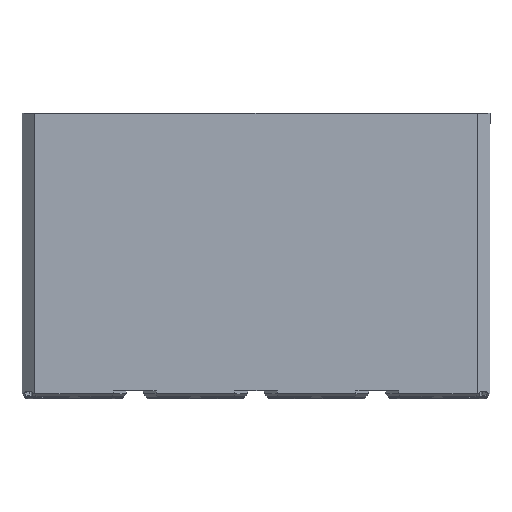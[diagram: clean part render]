
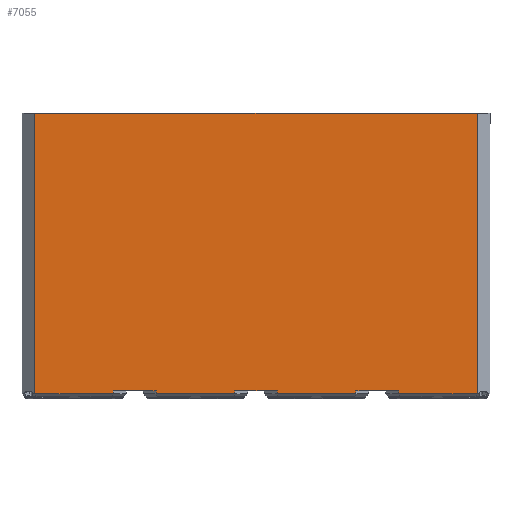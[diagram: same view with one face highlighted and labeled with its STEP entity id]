
A CAD part, left-side view. The second image highlights one B-rep face of the part: STEP entity #7055.
In plain terms, the highlighted planar face has unit normal (-1, 0, 0).
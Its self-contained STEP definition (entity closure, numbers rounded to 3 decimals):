
#21=FACE_OUTER_BOUND('',#424,.T.);
#424=EDGE_LOOP('',(#4587,#4588,#4589,#4590,#4591,#4592,#4593,#4594,#4595,
#4596,#4597,#4598,#4599,#4600,#4601,#4602));
#839=LINE('',#9727,#1875);
#840=LINE('',#9729,#1876);
#841=LINE('',#9731,#1877);
#842=LINE('',#9733,#1878);
#843=LINE('',#9735,#1879);
#844=LINE('',#9737,#1880);
#845=LINE('',#9739,#1881);
#846=LINE('',#9741,#1882);
#847=LINE('',#9743,#1883);
#848=LINE('',#9745,#1884);
#849=LINE('',#9747,#1885);
#850=LINE('',#9749,#1886);
#851=LINE('',#9751,#1887);
#852=LINE('',#9753,#1888);
#853=LINE('',#9755,#1889);
#854=LINE('',#9756,#1890);
#1875=VECTOR('',#7876,10.);
#1876=VECTOR('',#7877,10.);
#1877=VECTOR('',#7878,10.);
#1878=VECTOR('',#7879,10.);
#1879=VECTOR('',#7880,10.);
#1880=VECTOR('',#7881,10.);
#1881=VECTOR('',#7882,10.);
#1882=VECTOR('',#7883,10.);
#1883=VECTOR('',#7884,10.);
#1884=VECTOR('',#7885,10.);
#1885=VECTOR('',#7886,10.);
#1886=VECTOR('',#7887,10.);
#1887=VECTOR('',#7888,10.);
#1888=VECTOR('',#7889,10.);
#1889=VECTOR('',#7890,10.);
#1890=VECTOR('',#7891,10.);
#2911=VERTEX_POINT('',#9725);
#2912=VERTEX_POINT('',#9726);
#2913=VERTEX_POINT('',#9728);
#2914=VERTEX_POINT('',#9730);
#2915=VERTEX_POINT('',#9732);
#2916=VERTEX_POINT('',#9734);
#2917=VERTEX_POINT('',#9736);
#2918=VERTEX_POINT('',#9738);
#2919=VERTEX_POINT('',#9740);
#2920=VERTEX_POINT('',#9742);
#2921=VERTEX_POINT('',#9744);
#2922=VERTEX_POINT('',#9746);
#2923=VERTEX_POINT('',#9748);
#2924=VERTEX_POINT('',#9750);
#2925=VERTEX_POINT('',#9752);
#2926=VERTEX_POINT('',#9754);
#3551=EDGE_CURVE('',#2911,#2912,#839,.T.);
#3552=EDGE_CURVE('',#2913,#2912,#840,.T.);
#3553=EDGE_CURVE('',#2913,#2914,#841,.T.);
#3554=EDGE_CURVE('',#2915,#2914,#842,.T.);
#3555=EDGE_CURVE('',#2916,#2915,#843,.T.);
#3556=EDGE_CURVE('',#2917,#2916,#844,.T.);
#3557=EDGE_CURVE('',#2917,#2918,#845,.T.);
#3558=EDGE_CURVE('',#2919,#2918,#846,.T.);
#3559=EDGE_CURVE('',#2920,#2919,#847,.T.);
#3560=EDGE_CURVE('',#2921,#2920,#848,.T.);
#3561=EDGE_CURVE('',#2921,#2922,#849,.T.);
#3562=EDGE_CURVE('',#2923,#2922,#850,.T.);
#3563=EDGE_CURVE('',#2924,#2923,#851,.T.);
#3564=EDGE_CURVE('',#2925,#2924,#852,.T.);
#3565=EDGE_CURVE('',#2925,#2926,#853,.T.);
#3566=EDGE_CURVE('',#2911,#2926,#854,.T.);
#4587=ORIENTED_EDGE('',*,*,#3551,.T.);
#4588=ORIENTED_EDGE('',*,*,#3552,.F.);
#4589=ORIENTED_EDGE('',*,*,#3553,.T.);
#4590=ORIENTED_EDGE('',*,*,#3554,.F.);
#4591=ORIENTED_EDGE('',*,*,#3555,.F.);
#4592=ORIENTED_EDGE('',*,*,#3556,.F.);
#4593=ORIENTED_EDGE('',*,*,#3557,.T.);
#4594=ORIENTED_EDGE('',*,*,#3558,.F.);
#4595=ORIENTED_EDGE('',*,*,#3559,.F.);
#4596=ORIENTED_EDGE('',*,*,#3560,.F.);
#4597=ORIENTED_EDGE('',*,*,#3561,.T.);
#4598=ORIENTED_EDGE('',*,*,#3562,.F.);
#4599=ORIENTED_EDGE('',*,*,#3563,.F.);
#4600=ORIENTED_EDGE('',*,*,#3564,.F.);
#4601=ORIENTED_EDGE('',*,*,#3565,.T.);
#4602=ORIENTED_EDGE('',*,*,#3566,.F.);
#6652=PLANE('',#7460);
#7055=ADVANCED_FACE('',(#21),#6652,.T.);
#7460=AXIS2_PLACEMENT_3D('',#9724,#7874,#7875);
#7874=DIRECTION('center_axis',(-1.,0.,0.));
#7875=DIRECTION('ref_axis',(0.,-1.,0.));
#7876=DIRECTION('',(0.,0.,-1.));
#7877=DIRECTION('',(0.,1.,0.));
#7878=DIRECTION('',(0.,0.,1.));
#7879=DIRECTION('',(0.,1.,0.));
#7880=DIRECTION('',(0.,0.,1.));
#7881=DIRECTION('',(0.,1.,0.));
#7882=DIRECTION('',(0.,0.,1.));
#7883=DIRECTION('',(0.,1.,0.));
#7884=DIRECTION('',(0.,0.,1.));
#7885=DIRECTION('',(0.,1.,0.));
#7886=DIRECTION('',(0.,0.,1.));
#7887=DIRECTION('',(0.,1.,0.));
#7888=DIRECTION('',(0.,0.,1.));
#7889=DIRECTION('',(0.,1.,0.));
#7890=DIRECTION('',(0.,0.,1.));
#7891=DIRECTION('',(0.,-1.,0.));
#9724=CARTESIAN_POINT('Origin',(-21.5,166.228,4.2));
#9725=CARTESIAN_POINT('',(-21.5,166.228,117.6));
#9726=CARTESIAN_POINT('',(-21.5,166.228,2.));
#9727=CARTESIAN_POINT('',(-21.5,166.228,4.2));
#9728=CARTESIAN_POINT('',(-21.5,133.772,2.));
#9729=CARTESIAN_POINT('',(-21.5,133.772,2.));
#9730=CARTESIAN_POINT('',(-21.5,133.772,3.2));
#9731=CARTESIAN_POINT('',(-21.5,133.772,2.));
#9732=CARTESIAN_POINT('',(-21.5,116.228,3.2));
#9733=CARTESIAN_POINT('',(-21.5,0.,3.2));
#9734=CARTESIAN_POINT('',(-21.5,116.228,2.));
#9735=CARTESIAN_POINT('',(-21.5,116.228,2.));
#9736=CARTESIAN_POINT('',(-21.5,83.772,2.));
#9737=CARTESIAN_POINT('',(-21.5,83.772,2.));
#9738=CARTESIAN_POINT('',(-21.5,83.772,3.2));
#9739=CARTESIAN_POINT('',(-21.5,83.772,2.));
#9740=CARTESIAN_POINT('',(-21.5,66.228,3.2));
#9741=CARTESIAN_POINT('',(-21.5,0.,3.2));
#9742=CARTESIAN_POINT('',(-21.5,66.228,2.));
#9743=CARTESIAN_POINT('',(-21.5,66.228,2.));
#9744=CARTESIAN_POINT('',(-21.5,33.772,2.));
#9745=CARTESIAN_POINT('',(-21.5,33.772,2.));
#9746=CARTESIAN_POINT('',(-21.5,33.772,3.2));
#9747=CARTESIAN_POINT('',(-21.5,33.772,2.));
#9748=CARTESIAN_POINT('',(-21.5,16.228,3.2));
#9749=CARTESIAN_POINT('',(-21.5,0.,3.2));
#9750=CARTESIAN_POINT('',(-21.5,16.228,2.));
#9751=CARTESIAN_POINT('',(-21.5,16.228,2.));
#9752=CARTESIAN_POINT('',(-21.5,-16.228,2.));
#9753=CARTESIAN_POINT('',(-21.5,-16.228,2.));
#9754=CARTESIAN_POINT('',(-21.5,-16.228,117.6));
#9755=CARTESIAN_POINT('',(-21.5,-16.228,4.2));
#9756=CARTESIAN_POINT('',(-21.5,-16.228,117.6));
